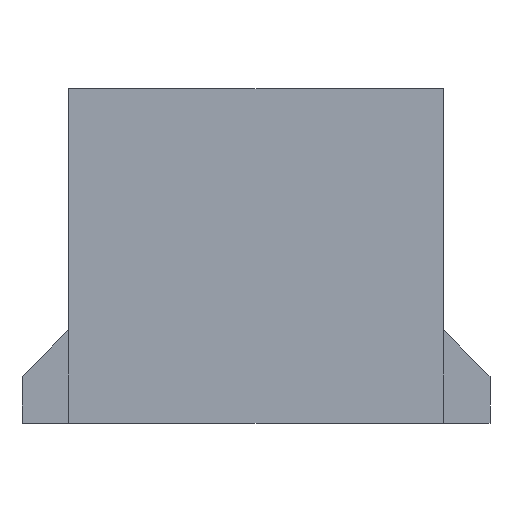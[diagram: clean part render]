
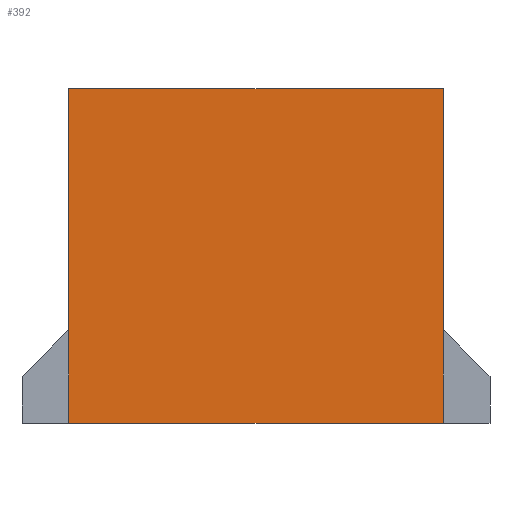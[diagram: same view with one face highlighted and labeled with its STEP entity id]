
A CAD part, front view. The second image highlights one B-rep face of the part: STEP entity #392.
In plain terms, the highlighted planar face has unit normal (0, -1, 0).
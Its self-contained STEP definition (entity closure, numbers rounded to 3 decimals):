
#39=FACE_OUTER_BOUND('',#63,.T.);
#63=EDGE_LOOP('',(#298,#299,#300,#301,#302,#303));
#92=LINE('',#582,#139);
#99=LINE('',#597,#146);
#109=LINE('',#617,#156);
#110=LINE('',#625,#157);
#111=LINE('',#626,#158);
#112=LINE('',#627,#159);
#139=VECTOR('',#471,10.);
#146=VECTOR('',#482,10.);
#156=VECTOR('',#496,10.);
#157=VECTOR('',#505,10.);
#158=VECTOR('',#506,10.);
#159=VECTOR('',#507,10.);
#184=VERTEX_POINT('',#580);
#185=VERTEX_POINT('',#581);
#190=VERTEX_POINT('',#595);
#191=VERTEX_POINT('',#596);
#197=VERTEX_POINT('',#611);
#199=VERTEX_POINT('',#615);
#220=EDGE_CURVE('',#184,#185,#92,.T.);
#227=EDGE_CURVE('',#190,#191,#99,.T.);
#237=EDGE_CURVE('',#197,#199,#109,.T.);
#241=EDGE_CURVE('',#185,#197,#110,.T.);
#242=EDGE_CURVE('',#190,#199,#111,.T.);
#243=EDGE_CURVE('',#184,#191,#112,.T.);
#298=ORIENTED_EDGE('',*,*,#220,.T.);
#299=ORIENTED_EDGE('',*,*,#241,.T.);
#300=ORIENTED_EDGE('',*,*,#237,.T.);
#301=ORIENTED_EDGE('',*,*,#242,.F.);
#302=ORIENTED_EDGE('',*,*,#227,.T.);
#303=ORIENTED_EDGE('',*,*,#243,.F.);
#374=PLANE('',#430);
#392=ADVANCED_FACE('',(#39),#374,.T.);
#430=AXIS2_PLACEMENT_3D('',#624,#503,#504);
#471=DIRECTION('',(0.,0.,1.));
#482=DIRECTION('',(0.,0.,-1.));
#496=DIRECTION('',(-1.,0.,0.));
#503=DIRECTION('center_axis',(0.,-1.,0.));
#504=DIRECTION('ref_axis',(1.,0.,0.));
#505=DIRECTION('',(0.,0.,1.));
#506=DIRECTION('',(0.,0.,1.));
#507=DIRECTION('',(-1.,0.,0.));
#580=CARTESIAN_POINT('',(8.,-43.,10.25));
#581=CARTESIAN_POINT('',(8.,-43.,14.25));
#582=CARTESIAN_POINT('',(8.,-43.,12.25));
#595=CARTESIAN_POINT('',(-8.,-43.,14.25));
#596=CARTESIAN_POINT('',(-8.,-43.,10.25));
#597=CARTESIAN_POINT('',(-8.,-43.,10.25));
#611=CARTESIAN_POINT('',(8.,-43.,24.55));
#615=CARTESIAN_POINT('',(-8.,-43.,24.55));
#617=CARTESIAN_POINT('',(-5.,-43.,24.55));
#624=CARTESIAN_POINT('Origin',(-10.,-43.,10.25));
#625=CARTESIAN_POINT('',(8.,-43.,14.25));
#626=CARTESIAN_POINT('',(-8.,-43.,14.25));
#627=CARTESIAN_POINT('',(10.,-43.,10.25));
